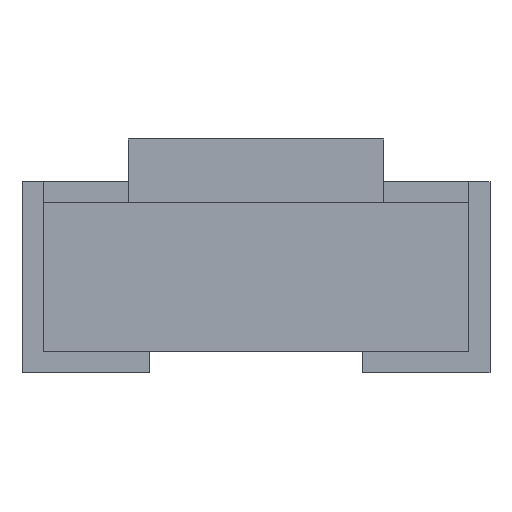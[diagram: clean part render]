
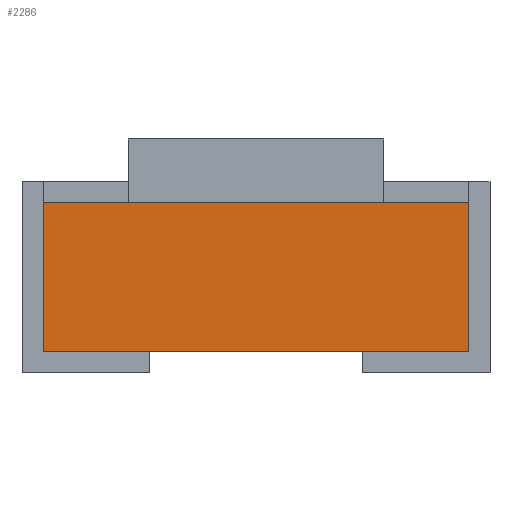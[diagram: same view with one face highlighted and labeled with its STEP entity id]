
A CAD part, front view. The second image highlights one B-rep face of the part: STEP entity #2286.
In plain terms, the highlighted free-form (B-spline) face has degree [1, 1] with [2, 2] control points.
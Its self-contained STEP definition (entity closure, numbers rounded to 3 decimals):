
#2183=CARTESIAN_POINT('',(-0.5,-1.05,0.4));
#2184=VERTEX_POINT('',#2183);
#2191=CARTESIAN_POINT('',(0.5,-1.05,0.4));
#2192=VERTEX_POINT('',#2191);
#2193=CARTESIAN_POINT('',(0.5,-1.05,0.4));
#2194=DIRECTION('',(-1.0,0.0,0.0));
#2195=VECTOR('',#2194,1.);
#2196=LINE('',#2193,#2195);
#2197=EDGE_CURVE('',#2192,#2184,#2196,.T.);
#2223=CARTESIAN_POINT('',(0.5,-1.05,0.05));
#2224=VERTEX_POINT('',#2223);
#2231=CARTESIAN_POINT('',(-0.5,-1.05,0.05));
#2232=VERTEX_POINT('',#2231);
#2233=CARTESIAN_POINT('',(-0.5,-1.05,0.05));
#2234=DIRECTION('',(1.0,0.0,0.0));
#2235=VECTOR('',#2234,1.);
#2236=LINE('',#2233,#2235);
#2237=EDGE_CURVE('',#2232,#2224,#2236,.T.);
#2253=CARTESIAN_POINT('',(-0.5,-1.05,0.4));
#2254=DIRECTION('',(0.0,0.0,-1.0));
#2255=VECTOR('',#2254,0.35);
#2256=LINE('',#2253,#2255);
#2257=EDGE_CURVE('',#2184,#2232,#2256,.T.);
#2270=CARTESIAN_POINT('',(0.5,-1.05,0.4));
#2271=CARTESIAN_POINT('',(0.5,-1.05,0.05));
#2272=CARTESIAN_POINT('',(-0.5,-1.05,0.4));
#2273=CARTESIAN_POINT('',(-0.5,-1.05,0.05));
#2274=B_SPLINE_SURFACE_WITH_KNOTS('',1,1,((#2270,#2272),(#2271,#2273)),.UNSPECIFIED.,.F.,.F.,.U.,(2,2),(2,2),(0.0,0.35),(0.0,1.),.UNSPECIFIED.);
#2275=CARTESIAN_POINT('',(0.5,-1.05,0.4));
#2276=DIRECTION('',(0.0,0.0,-1.0));
#2277=VECTOR('',#2276,0.35);
#2278=LINE('',#2275,#2277);
#2279=EDGE_CURVE('',#2192,#2224,#2278,.T.);
#2280=ORIENTED_EDGE('',*,*,#2279,.F.);
#2281=ORIENTED_EDGE('',*,*,#2197,.T.);
#2282=ORIENTED_EDGE('',*,*,#2257,.T.);
#2283=ORIENTED_EDGE('',*,*,#2237,.T.);
#2284=EDGE_LOOP('',(#2280,#2281,#2282,#2283));
#2285=FACE_OUTER_BOUND('',#2284,.T.);
#2286=ADVANCED_FACE('',(#2285),#2274,.F.);
